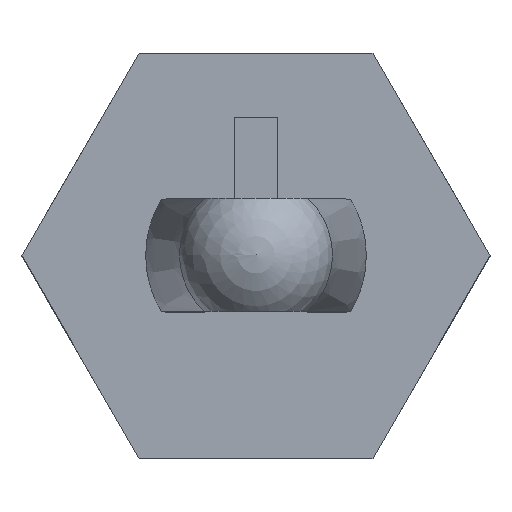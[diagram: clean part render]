
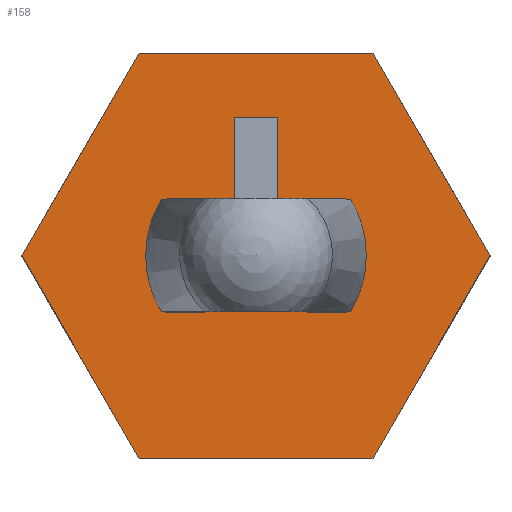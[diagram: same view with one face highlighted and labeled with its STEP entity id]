
A CAD part, top view. The second image highlights one B-rep face of the part: STEP entity #158.
In plain terms, the highlighted planar face has unit normal (0, 0, 1).
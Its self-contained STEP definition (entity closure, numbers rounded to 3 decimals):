
#158 = ADVANCED_FACE( '', ( #337, #338, #339 ), #340, .F. );
#337 = FACE_BOUND( '', #536, .T. );
#338 = FACE_BOUND( '', #537, .T. );
#339 = FACE_OUTER_BOUND( '', #538, .T. );
#340 = PLANE( '', #539 );
#536 = EDGE_LOOP( '', ( #933, #934, #935, #936 ) );
#537 = EDGE_LOOP( '', ( #937, #938, #939, #940 ) );
#538 = EDGE_LOOP( '', ( #941, #942, #943, #944, #945, #946 ) );
#539 = AXIS2_PLACEMENT_3D( '', #947, #948, #949 );
#933 = ORIENTED_EDGE( '', *, *, #1344, .T. );
#934 = ORIENTED_EDGE( '', *, *, #1311, .T. );
#935 = ORIENTED_EDGE( '', *, *, #1345, .T. );
#936 = ORIENTED_EDGE( '', *, *, #1346, .T. );
#937 = ORIENTED_EDGE( '', *, *, #1347, .T. );
#938 = ORIENTED_EDGE( '', *, *, #1348, .T. );
#939 = ORIENTED_EDGE( '', *, *, #1235, .F. );
#940 = ORIENTED_EDGE( '', *, *, #1349, .T. );
#941 = ORIENTED_EDGE( '', *, *, #1270, .F. );
#942 = ORIENTED_EDGE( '', *, *, #1350, .F. );
#943 = ORIENTED_EDGE( '', *, *, #1300, .F. );
#944 = ORIENTED_EDGE( '', *, *, #1255, .F. );
#945 = ORIENTED_EDGE( '', *, *, #1351, .F. );
#946 = ORIENTED_EDGE( '', *, *, #1188, .F. );
#947 = CARTESIAN_POINT( '', ( 0., 0., 6.4 ) );
#948 = DIRECTION( '', ( 0., 0., -1. ) );
#949 = DIRECTION( '', ( -1., 0., 0. ) );
#1188 = EDGE_CURVE( '', #1414, #1416, #1417, .T. );
#1235 = EDGE_CURVE( '', #1495, #1491, #1497, .T. );
#1255 = EDGE_CURVE( '', #1528, #1522, #1530, .T. );
#1270 = EDGE_CURVE( '', #1549, #1414, #1551, .T. );
#1300 = EDGE_CURVE( '', #1522, #1593, #1594, .T. );
#1311 = EDGE_CURVE( '', #1612, #1609, #1613, .T. );
#1344 = EDGE_CURVE( '', #1657, #1612, #1658, .T. );
#1345 = EDGE_CURVE( '', #1609, #1659, #1660, .T. );
#1346 = EDGE_CURVE( '', #1659, #1657, #1661, .T. );
#1347 = EDGE_CURVE( '', #1662, #1663, #1664, .T. );
#1348 = EDGE_CURVE( '', #1663, #1491, #1665, .T. );
#1349 = EDGE_CURVE( '', #1495, #1662, #1666, .T. );
#1350 = EDGE_CURVE( '', #1593, #1549, #1667, .T. );
#1351 = EDGE_CURVE( '', #1416, #1528, #1668, .T. );
#1414 = VERTEX_POINT( '', #1738 );
#1416 = VERTEX_POINT( '', #1741 );
#1417 = LINE( '', #1742, #1743 );
#1491 = VERTEX_POINT( '', #1847 );
#1495 = VERTEX_POINT( '', #1853 );
#1497 = LINE( '', #1856, #1857 );
#1522 = VERTEX_POINT( '', #1892 );
#1528 = VERTEX_POINT( '', #1901 );
#1530 = LINE( '', #1904, #1905 );
#1549 = VERTEX_POINT( '', #1932 );
#1551 = LINE( '', #1935, #1936 );
#1593 = VERTEX_POINT( '', #1998 );
#1594 = LINE( '', #1999, #2000 );
#1609 = VERTEX_POINT( '', #2027 );
#1612 = VERTEX_POINT( '', #2031 );
#1613 = LINE( '', #2032, #2033 );
#1657 = VERTEX_POINT( '', #2100 );
#1658 = LINE( '', #2101, #2102 );
#1659 = VERTEX_POINT( '', #2103 );
#1660 = LINE( '', #2104, #2105 );
#1661 = CIRCLE( '', #2106, 2. );
#1662 = VERTEX_POINT( '', #2107 );
#1663 = VERTEX_POINT( '', #2108 );
#1664 = CIRCLE( '', #2109, 2. );
#1665 = LINE( '', #2110, #2111 );
#1666 = LINE( '', #2112, #2113 );
#1667 = LINE( '', #2114, #2115 );
#1668 = LINE( '', #2116, #2117 );
#1738 = CARTESIAN_POINT( '', ( 2.281, -3.95, 6.4 ) );
#1741 = CARTESIAN_POINT( '', ( -2.281, -3.95, 6.4 ) );
#1742 = CARTESIAN_POINT( '', ( 2.281, -3.95, 6.4 ) );
#1743 = VECTOR( '', #2215, 1000. );
#1847 = CARTESIAN_POINT( '', ( -1., 1.1, 6.4 ) );
#1853 = CARTESIAN_POINT( '', ( -1., -1.1, 6.4 ) );
#1856 = CARTESIAN_POINT( '', ( -1., -1.1, 6.4 ) );
#1857 = VECTOR( '', #2261, 1000. );
#1892 = CARTESIAN_POINT( '', ( -2.281, 3.95, 6.4 ) );
#1901 = CARTESIAN_POINT( '', ( -4.561, 0., 6.4 ) );
#1904 = CARTESIAN_POINT( '', ( -2.281, 3.95, 6.4 ) );
#1905 = VECTOR( '', #2279, 1000. );
#1932 = CARTESIAN_POINT( '', ( 4.561, 0., 6.4 ) );
#1935 = CARTESIAN_POINT( '', ( 4.561, 0., 6.4 ) );
#1936 = VECTOR( '', #2292, 1000. );
#1998 = CARTESIAN_POINT( '', ( 2.281, 3.95, 6.4 ) );
#1999 = CARTESIAN_POINT( '', ( -2.281, 3.95, 6.4 ) );
#2000 = VECTOR( '', #2319, 1000. );
#2027 = CARTESIAN_POINT( '', ( 1., 1.1, 6.4 ) );
#2031 = CARTESIAN_POINT( '', ( 1., -1.1, 6.4 ) );
#2032 = CARTESIAN_POINT( '', ( 1., -1.1, 6.4 ) );
#2033 = VECTOR( '', #2332, 1000. );
#2100 = CARTESIAN_POINT( '', ( 1.67, -1.1, 6.4 ) );
#2101 = CARTESIAN_POINT( '', ( 2.15, -1.1, 6.4 ) );
#2102 = VECTOR( '', #2367, 1000. );
#2103 = CARTESIAN_POINT( '', ( 1.67, 1.1, 6.4 ) );
#2104 = CARTESIAN_POINT( '', ( -2.15, 1.1, 6.4 ) );
#2105 = VECTOR( '', #2368, 1000. );
#2106 = AXIS2_PLACEMENT_3D( '', #2369, #2370, #2371 );
#2107 = CARTESIAN_POINT( '', ( -1.67, -1.1, 6.4 ) );
#2108 = CARTESIAN_POINT( '', ( -1.67, 1.1, 6.4 ) );
#2109 = AXIS2_PLACEMENT_3D( '', #2372, #2373, #2374 );
#2110 = CARTESIAN_POINT( '', ( -2.15, 1.1, 6.4 ) );
#2111 = VECTOR( '', #2375, 1000. );
#2112 = CARTESIAN_POINT( '', ( 2.15, -1.1, 6.4 ) );
#2113 = VECTOR( '', #2376, 1000. );
#2114 = CARTESIAN_POINT( '', ( 2.281, 3.95, 6.4 ) );
#2115 = VECTOR( '', #2377, 1000. );
#2116 = CARTESIAN_POINT( '', ( -4.561, 0., 6.4 ) );
#2117 = VECTOR( '', #2378, 1000. );
#2215 = DIRECTION( '', ( -1., 0., 0. ) );
#2261 = DIRECTION( '', ( 0., 1., 0. ) );
#2279 = DIRECTION( '', ( 0.5, 0.866, 0. ) );
#2292 = DIRECTION( '', ( -0.5, -0.866, 0. ) );
#2319 = DIRECTION( '', ( 1., 0., 0. ) );
#2332 = DIRECTION( '', ( 0., 1., 0. ) );
#2367 = DIRECTION( '', ( -1., 0., 0. ) );
#2368 = DIRECTION( '', ( 1., 0., 0. ) );
#2369 = CARTESIAN_POINT( '', ( 0., 0., 6.4 ) );
#2370 = DIRECTION( '', ( 0., 0., -1. ) );
#2371 = DIRECTION( '', ( -1., 0., 0. ) );
#2372 = CARTESIAN_POINT( '', ( 0., 0., 6.4 ) );
#2373 = DIRECTION( '', ( 0., 0., -1. ) );
#2374 = DIRECTION( '', ( -1., 0., 0. ) );
#2375 = DIRECTION( '', ( 1., 0., 0. ) );
#2376 = DIRECTION( '', ( -1., 0., 0. ) );
#2377 = DIRECTION( '', ( 0.5, -0.866, 0. ) );
#2378 = DIRECTION( '', ( -0.5, 0.866, 0. ) );
